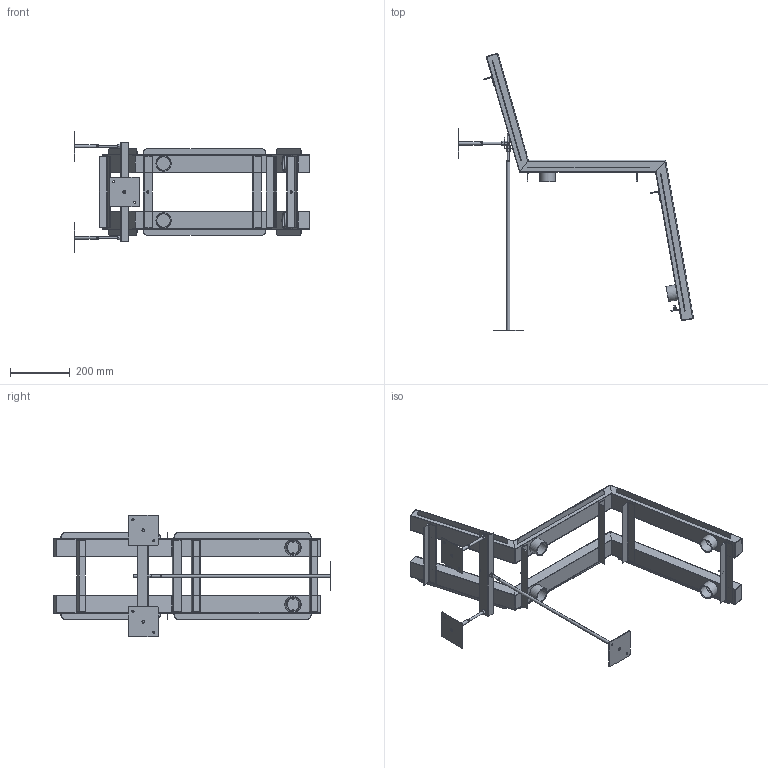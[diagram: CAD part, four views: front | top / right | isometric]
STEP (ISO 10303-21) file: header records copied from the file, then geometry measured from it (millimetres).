
FILE_DESCRIPTION (( 'STEP AP203' ), '1' );
FILE_NAME ('ËÀ.01.0.000.00.000ÑÁ - Êðåñëî àýðîìàññàæíîå.STEP', '2026-01-26T10:38:57', ( '' ), ( '' ), 'SwSTEP 2.0', 'SolidWorks 2022', '' );
FILE_SCHEMA (( 'CONFIG_CONTROL_DESIGN' ));
Length unit declared in the file: millimetre
Products named in the file (30): ЛА.02.0.001.00.002 - Пластина крепежная; ЛА.01.0.113.00.000СБ - Секция нижняя; ЛА.01.0.113.00.001 - Профиль нижний; ЛА.02.0.001.01.004 - Ребро_ЛА.02.0.001.01.034 - Ребро; Шайба 4,3 А2 DIN125; ЛА.01.0.112.00.000СБ - Секция средняя; СК15.3.001.00.002 - Муфта G1 1_2; ЛА.02.0.002.00.000 - Стойка_660; ЛА.02.0.001.01.013 - Заглушка; ЛА.01.0.112.00.002 - Дно среднее; Шайба 4 А2 DIN127; ЛА.01.0.111.00.002 - Дно верхнее; ЛА.02.0.002.00.000 - Стойка; ЛА.01.0.111.00.001 - Профиль верхний; ЛА.02.0.002.00.001 - Фланец к стойке; ЛА.02.0.001.01.004 - Ребро_ЛА.02.0.001.01.024 - Ребро; ЛА.01.0.113.00.002 - Дно нижнее; ЛА.02.0.001.00.001 - Уголок; ЛА.01.0.112.00.001 - Профиль средний; Болт M4x12 А2 DIN933; ЛА.01.0.000.00.000СБ - Кресло аэромассажное; ЛА.02.0.002.00.002 - Трубка_660; Гайка M4 А2 DIN934; ЛА.01.0.110.00.000СБ - Резервуар; ЛА.02.0.002.00.002 - Трубка; Гайка M8 А2 DIN934; ЛА.02.0.002.00.003 - Шпилька; ЛА.01.0.100.00.000СБ - Основание кресла; ЛА.02.0.001.01.004 - Ребро_ЛА.02.0.001.01.014 - Ребро; ЛА.01.0.111.00.000СБ - Секция верхняя
Assembly tree (53 placements, depth 5):
  ЛА.01.0.000.00.000СБ - Кресло аэромассажное
    ЛА.02.0.002.00.000 - Стойка_660
      ЛА.02.0.002.00.001 - Фланец к стойке
      ЛА.02.0.002.00.002 - Трубка_660
      ЛА.02.0.002.00.003 - Шпилька
    ЛА.01.0.100.00.000СБ - Основание кресла
      ЛА.01.0.110.00.000СБ - Резервуар  x2
        ЛА.01.0.113.00.000СБ - Секция нижняя
          ЛА.01.0.113.00.001 - Профиль нижний
          ЛА.01.0.113.00.002 - Дно нижнее
          ЛА.02.0.001.01.013 - Заглушка
          СК15.3.001.00.002 - Муфта G1 1_2
        ЛА.01.0.112.00.000СБ - Секция средняя
          ЛА.01.0.112.00.001 - Профиль средний
          ЛА.01.0.112.00.002 - Дно среднее
          СК15.3.001.00.002 - Муфта G1 1_2
        ЛА.01.0.111.00.000СБ - Секция верхняя
          ЛА.01.0.111.00.001 - Профиль верхний
          ЛА.01.0.111.00.002 - Дно верхнее
          ЛА.02.0.001.01.013 - Заглушка
      ЛА.02.0.001.00.001 - Уголок  x5
      ЛА.02.0.001.00.002 - Пластина крепежная
      ЛА.02.0.001.01.004 - Ребро_ЛА.02.0.001.01.014 - Ребро  x2
      Болт M4x12 А2 DIN933  x2
      ЛА.02.0.001.01.004 - Ребро_ЛА.02.0.001.01.024 - Ребро  x2
      ЛА.02.0.001.01.004 - Ребро_ЛА.02.0.001.01.034 - Ребро  x2
    ЛА.02.0.002.00.000 - Стойка  x2
      ЛА.02.0.002.00.001 - Фланец к стойке
      ЛА.02.0.002.00.002 - Трубка
      ЛА.02.0.002.00.003 - Шпилька
    Гайка M8 А2 DIN934  x6
    Шайба 4 А2 DIN127  x2
    Гайка M4 А2 DIN934  x2
    Шайба 4,3 А2 DIN125  x4
Bounding box: 785.91 x 927.46 x 405 mm (x, y, z)
Volume: 1220202.5 mm3; surface area: 1513971.9 mm2
Topology: 57 solids, 57 shells, 749 faces, 1659 edges, 1026 vertices
Faces by surface type: plane 396, cylinder 227, cone 110, bspline 16
Full cylindrical faces by diameter (mm): 3.3 x2, 4 x2, 4.2 x88, 4.3 x4, 7 x6, 8 x12, 9 x4, 10 x3, 10.1 x3, 11 x2, 12 x1, 44.8 x4, 50.8 x4, 51 x4
Entity records: 12326 total; most frequent: CARTESIAN_POINT 1900, DIRECTION 1424, ORIENTED_EDGE 1164, EDGE_CURVE 582, AXIS2_PLACEMENT_3D 562, EDGE_LOOP 482, VERTEX_POINT 406, FACE_OUTER_BOUND 357
